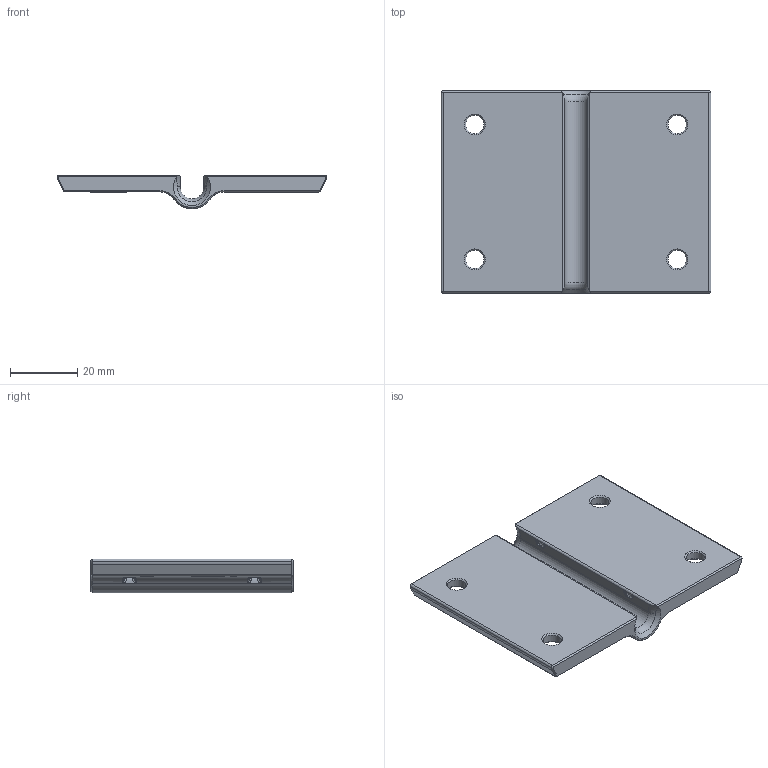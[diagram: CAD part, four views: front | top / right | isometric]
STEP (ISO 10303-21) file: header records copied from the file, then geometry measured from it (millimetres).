
FILE_DESCRIPTION(/* description */ (''),/* implementation_level */ '2;1');
FILE_NAME(/* name */ 'Z_Column_Wire_Mgmt.step',/* time_stamp */ '2024-03-26T06:25:14-07:00',/* author */ (''),/* organization */ (''),/* preprocessor_version */ 'ST-DEVELOPER v20',/* originating_system */ 'Autodesk Translation Framework v12.20.1.177',/* authorisation */ '');
FILE_SCHEMA (('AUTOMOTIVE_DESIGN { 1 0 10303 214 3 1 1 }'));
Length unit declared in the file: millimetre
Products named in the file (1): Z_column_wire_mgmt
Bounding box: 79.96 x 60 x 10 mm (x, y, z)
Volume: 22286.7 mm3; surface area: 12354.8 mm2
Topology: 1 solids, 1 shells, 312 faces, 750 edges, 440 vertices
Faces by surface type: cylinder 104, bspline 68, torus 62, plane 50, cone 28
Full cylindrical faces by diameter (mm): 5.4 x4, 10.6 x4
Entity records: 11557 total; most frequent: CARTESIAN_POINT 4555, ORIENTED_EDGE 1500, DIRECTION 1406, EDGE_CURVE 750, AXIS2_PLACEMENT_3D 583, VERTEX_POINT 440, EDGE_LOOP 336, CIRCLE 334
